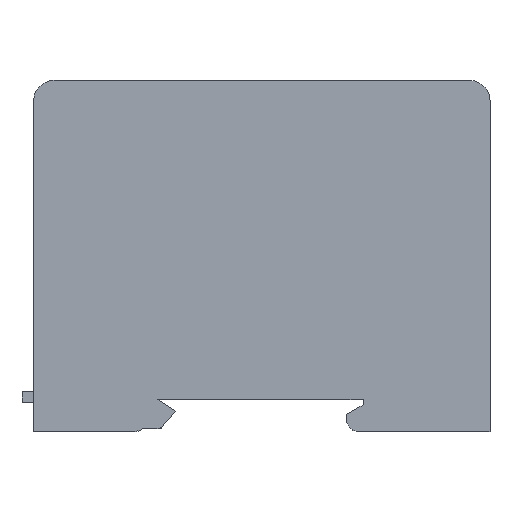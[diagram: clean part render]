
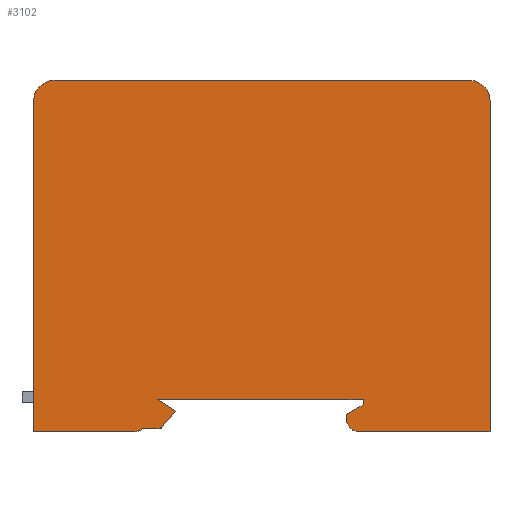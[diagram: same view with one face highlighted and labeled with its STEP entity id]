
A CAD part, top view. The second image highlights one B-rep face of the part: STEP entity #3102.
In plain terms, the highlighted planar face has unit normal (0, 0, 1).
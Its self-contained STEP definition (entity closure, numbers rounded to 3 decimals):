
#87=DIRECTION('',(0.,1.,0.));
#88=VECTOR('',#87,56.5);
#89=CARTESIAN_POINT('',(-39.,-30.,18.));
#90=LINE('',#89,#88);
#91=CARTESIAN_POINT('',(-35.5,26.5,18.));
#92=DIRECTION('',(0.,0.,-1.));
#93=DIRECTION('',(-1.,0.,0.));
#94=AXIS2_PLACEMENT_3D('',#91,#92,#93);
#96=DIRECTION('',(1.,0.,0.));
#97=VECTOR('',#96,71.);
#98=CARTESIAN_POINT('',(-35.5,30.,18.));
#99=LINE('',#98,#97);
#100=CARTESIAN_POINT('',(35.5,26.5,18.));
#101=DIRECTION('',(0.,0.,-1.));
#102=DIRECTION('',(0.,1.,0.));
#103=AXIS2_PLACEMENT_3D('',#100,#101,#102);
#105=DIRECTION('',(0.,-1.,0.));
#106=VECTOR('',#105,56.5);
#107=CARTESIAN_POINT('',(39.,26.5,18.));
#108=LINE('',#107,#106);
#109=DIRECTION('',(-1.,0.,0.));
#110=VECTOR('',#109,22.5);
#111=CARTESIAN_POINT('',(39.,-30.,18.));
#112=LINE('',#111,#110);
#113=CARTESIAN_POINT('',(16.5,-28.,18.));
#114=DIRECTION('',(0.,0.,-1.));
#115=DIRECTION('',(0.,-1.,0.));
#116=AXIS2_PLACEMENT_3D('',#113,#114,#115);
#118=DIRECTION('',(0.,1.,0.));
#119=VECTOR('',#118,0.883);
#120=CARTESIAN_POINT('',(14.5,-28.,18.));
#121=LINE('',#120,#119);
#122=DIRECTION('',(0.866,0.5,0.));
#123=VECTOR('',#122,3.233);
#124=CARTESIAN_POINT('',(14.5,-27.117,18.));
#125=LINE('',#124,#123);
#126=DIRECTION('',(0.,1.,0.));
#127=VECTOR('',#126,1.);
#128=CARTESIAN_POINT('',(17.3,-25.5,18.));
#129=LINE('',#128,#127);
#130=DIRECTION('',(-1.,0.,0.));
#131=VECTOR('',#130,35.2);
#132=CARTESIAN_POINT('',(17.3,-24.5,18.));
#133=LINE('',#132,#131);
#134=DIRECTION('',(0.84,-0.543,0.));
#135=VECTOR('',#134,3.737);
#136=CARTESIAN_POINT('',(-17.9,-24.5,18.));
#137=LINE('',#136,#135);
#138=DIRECTION('',(-0.655,-0.756,0.));
#139=VECTOR('',#138,3.711);
#140=CARTESIAN_POINT('',(-14.762,-26.529,18.));
#141=LINE('',#140,#139);
#142=CARTESIAN_POINT('',(-17.191,-29.334,18.));
#143=CARTESIAN_POINT('',(-17.226,-29.375,18.));
#144=CARTESIAN_POINT('',(-17.303,-29.44,18.));
#145=CARTESIAN_POINT('',(-17.445,-29.5,18.));
#146=CARTESIAN_POINT('',(-17.599,-29.514,18.));
#147=CARTESIAN_POINT('',(-17.696,-29.494,18.));
#148=CARTESIAN_POINT('',(-17.751,-29.474,18.));
#150=CARTESIAN_POINT('',(-17.751,-29.474,18.));
#151=CARTESIAN_POINT('',(-18.613,-29.47,18.));
#152=CARTESIAN_POINT('',(-19.478,-29.47,18.));
#153=CARTESIAN_POINT('',(-20.341,-29.467,18.));
#155=CARTESIAN_POINT('',(-20.341,-29.467,18.));
#156=CARTESIAN_POINT('',(-20.462,-29.579,18.));
#157=CARTESIAN_POINT('',(-20.731,-29.774,18.));
#158=CARTESIAN_POINT('',(-21.203,-29.958,18.));
#159=CARTESIAN_POINT('',(-21.53,-30.,18.));
#160=CARTESIAN_POINT('',(-21.7,-30.,18.));
#162=DIRECTION('',(-1.,0.,0.));
#163=VECTOR('',#162,17.3);
#164=CARTESIAN_POINT('',(-21.7,-30.,18.));
#165=LINE('',#164,#163);
#2482=CARTESIAN_POINT('',(-39.,-30.,18.));
#2483=CARTESIAN_POINT('',(-39.,26.5,18.));
#2484=VERTEX_POINT('',#2482);
#2485=VERTEX_POINT('',#2483);
#2502=CARTESIAN_POINT('',(-35.5,30.,18.));
#2503=VERTEX_POINT('',#2502);
#2504=CARTESIAN_POINT('',(35.5,30.,18.));
#2505=VERTEX_POINT('',#2504);
#2506=CARTESIAN_POINT('',(39.,26.5,18.));
#2507=VERTEX_POINT('',#2506);
#2508=CARTESIAN_POINT('',(39.,-30.,18.));
#2509=VERTEX_POINT('',#2508);
#2510=CARTESIAN_POINT('',(16.5,-30.,18.));
#2511=VERTEX_POINT('',#2510);
#2512=CARTESIAN_POINT('',(14.5,-28.,18.));
#2513=VERTEX_POINT('',#2512);
#2514=CARTESIAN_POINT('',(14.5,-27.117,18.));
#2515=VERTEX_POINT('',#2514);
#2516=CARTESIAN_POINT('',(17.3,-25.5,18.));
#2517=VERTEX_POINT('',#2516);
#2518=CARTESIAN_POINT('',(17.3,-24.5,18.));
#2519=VERTEX_POINT('',#2518);
#2520=CARTESIAN_POINT('',(-17.9,-24.5,18.));
#2521=VERTEX_POINT('',#2520);
#2522=CARTESIAN_POINT('',(-14.762,-26.529,18.));
#2523=VERTEX_POINT('',#2522);
#2524=CARTESIAN_POINT('',(-17.191,-29.334,18.));
#2525=VERTEX_POINT('',#2524);
#2526=VERTEX_POINT('',#148);
#2527=VERTEX_POINT('',#153);
#2528=VERTEX_POINT('',#160);
#3062=CARTESIAN_POINT('',(0.,0.,18.));
#3063=DIRECTION('',(0.,0.,1.));
#3064=DIRECTION('',(1.,0.,0.));
#3065=AXIS2_PLACEMENT_3D('',#3062,#3063,#3064);
#3066=PLANE('',#3065);
#3067=ORIENTED_EDGE('',*,*,#3034,.T.);
#3069=ORIENTED_EDGE('',*,*,#3068,.T.);
#3071=ORIENTED_EDGE('',*,*,#3070,.T.);
#3073=ORIENTED_EDGE('',*,*,#3072,.T.);
#3075=ORIENTED_EDGE('',*,*,#3074,.T.);
#3077=ORIENTED_EDGE('',*,*,#3076,.T.);
#3079=ORIENTED_EDGE('',*,*,#3078,.T.);
#3081=ORIENTED_EDGE('',*,*,#3080,.T.);
#3083=ORIENTED_EDGE('',*,*,#3082,.T.);
#3085=ORIENTED_EDGE('',*,*,#3084,.T.);
#3087=ORIENTED_EDGE('',*,*,#3086,.T.);
#3089=ORIENTED_EDGE('',*,*,#3088,.T.);
#3091=ORIENTED_EDGE('',*,*,#3090,.T.);
#3093=ORIENTED_EDGE('',*,*,#3092,.T.);
#3095=ORIENTED_EDGE('',*,*,#3094,.T.);
#3097=ORIENTED_EDGE('',*,*,#3096,.T.);
#3099=ORIENTED_EDGE('',*,*,#3098,.T.);
#3100=EDGE_LOOP('',(#3067,#3069,#3071,#3073,#3075,#3077,#3079,#3081,#3083,#3085,
#3087,#3089,#3091,#3093,#3095,#3097,#3099));
#3101=FACE_OUTER_BOUND('',#3100,.F.);
#3102=ADVANCED_FACE('',(#3101),#3066,.T.);
#95=CIRCLE('',#94,3.5);
#104=CIRCLE('',#103,3.5);
#117=CIRCLE('',#116,2.);
#149=B_SPLINE_CURVE_WITH_KNOTS('',3,(#142,#143,#144,#145,#146,#147,#148),
.UNSPECIFIED.,.F.,.F.,(4,1,1,1,4),(0.,0.25,0.5,0.75,1.),
.UNSPECIFIED.);
#154=B_SPLINE_CURVE_WITH_KNOTS('',3,(#150,#151,#152,#153),.UNSPECIFIED.,.F.,.F.,
(4,4),(0.,1.),.UNSPECIFIED.);
#161=B_SPLINE_CURVE_WITH_KNOTS('',3,(#155,#156,#157,#158,#159,#160),
.UNSPECIFIED.,.F.,.F.,(4,1,1,4),(0.,0.333,0.667,1.),
.UNSPECIFIED.);
#3034=EDGE_CURVE('',#2484,#2485,#90,.T.);
#3068=EDGE_CURVE('',#2485,#2503,#95,.T.);
#3070=EDGE_CURVE('',#2503,#2505,#99,.T.);
#3072=EDGE_CURVE('',#2505,#2507,#104,.T.);
#3074=EDGE_CURVE('',#2507,#2509,#108,.T.);
#3076=EDGE_CURVE('',#2509,#2511,#112,.T.);
#3078=EDGE_CURVE('',#2511,#2513,#117,.T.);
#3080=EDGE_CURVE('',#2513,#2515,#121,.T.);
#3082=EDGE_CURVE('',#2515,#2517,#125,.T.);
#3084=EDGE_CURVE('',#2517,#2519,#129,.T.);
#3086=EDGE_CURVE('',#2519,#2521,#133,.T.);
#3088=EDGE_CURVE('',#2521,#2523,#137,.T.);
#3090=EDGE_CURVE('',#2523,#2525,#141,.T.);
#3092=EDGE_CURVE('',#2525,#2526,#149,.T.);
#3094=EDGE_CURVE('',#2526,#2527,#154,.T.);
#3096=EDGE_CURVE('',#2527,#2528,#161,.T.);
#3098=EDGE_CURVE('',#2528,#2484,#165,.T.);
